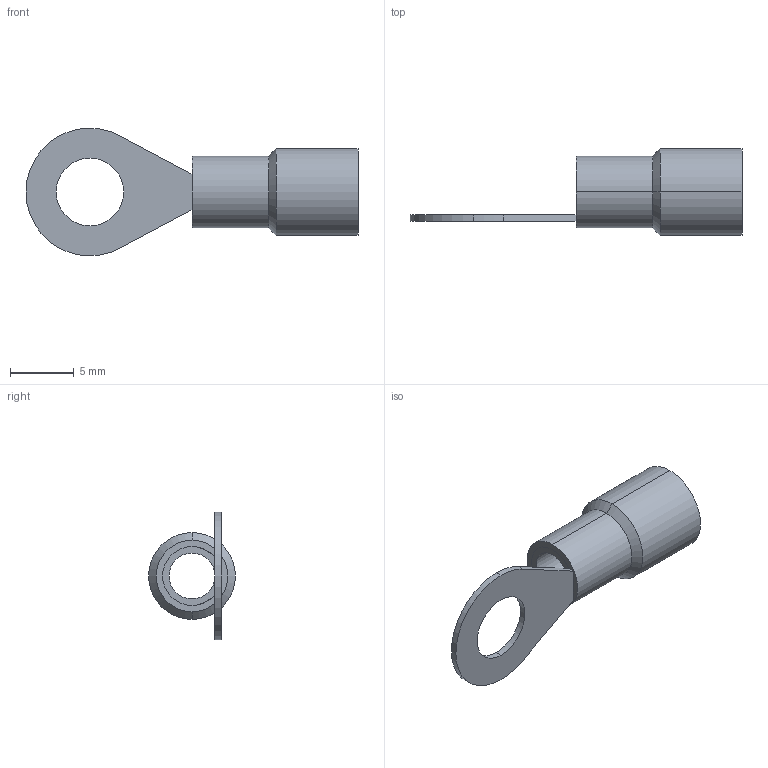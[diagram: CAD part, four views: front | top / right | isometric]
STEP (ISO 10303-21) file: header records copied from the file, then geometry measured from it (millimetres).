
FILE_DESCRIPTION (( 'STEP AP214' ), '1' );
FILE_NAME ('Ringkabelschuh M5 4-6.STEP', '2013-06-04T17:55:44', ( '' ), ( '' ), 'SwSTEP 2.0', 'SolidWorks 2011', '' );
FILE_SCHEMA (( 'AUTOMOTIVE_DESIGN' ));
Length unit declared in the file: millimetre
Products named in the file (3): Kabelschuh Plastik; Kabelschuh Innenteil; Ringkabelschuh M5 4-6
Assembly tree (2 placements, depth 2):
  Ringkabelschuh M5 4-6
    Kabelschuh Innenteil
    Kabelschuh Plastik
Bounding box: 26 x 6.8 x 10 mm (x, y, z)
Volume: 203.4 mm3; surface area: 855.4 mm2
Topology: 2 solids, 2 shells, 33 faces, 76 edges, 48 vertices
Faces by surface type: cylinder 17, plane 12, cone 4
Entity records: 1070 total; most frequent: DIRECTION 194, CARTESIAN_POINT 162, ORIENTED_EDGE 152, AXIS2_PLACEMENT_3D 80, EDGE_CURVE 76, VERTEX_POINT 48, CIRCLE 42, EDGE_LOOP 40
